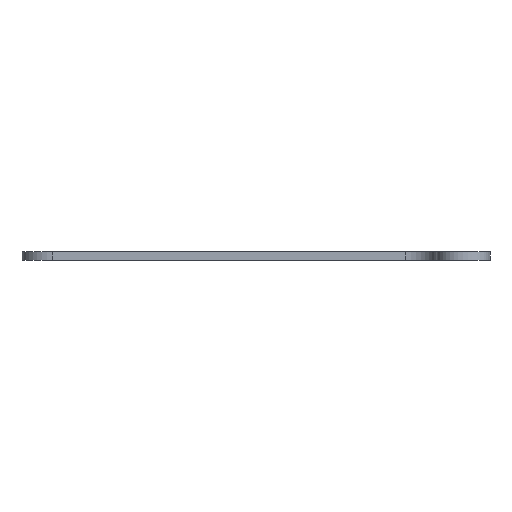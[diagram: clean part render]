
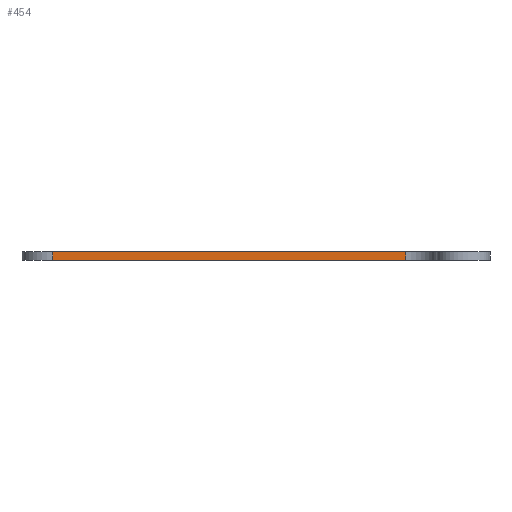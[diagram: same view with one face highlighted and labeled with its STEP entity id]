
A CAD part, front view. The second image highlights one B-rep face of the part: STEP entity #454.
In plain terms, the highlighted planar face has unit normal (0, -1, 0).
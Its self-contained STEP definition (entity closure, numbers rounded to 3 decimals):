
#449 = EDGE_CURVE ( 'NONE', #450, #801, #3929, .T. ) ;
#450 = VERTEX_POINT ( 'NONE', #3921 ) ;
#454 = ADVANCED_FACE ( 'NONE', ( #3915 ), #3914, .T. ) ;
#455 = EDGE_LOOP ( 'NONE', ( #456, #457, #460, #462 ) ) ;
#456 = ORIENTED_EDGE ( 'NONE', *, *, #800, .F. ) ;
#457 = ORIENTED_EDGE ( 'NONE', *, *, #458, .F. ) ;
#458 = EDGE_CURVE ( 'NONE', #459, #798, #3909, .T. ) ;
#459 = VERTEX_POINT ( 'NONE', #3971 ) ;
#460 = ORIENTED_EDGE ( 'NONE', *, *, #461, .T. ) ;
#461 = EDGE_CURVE ( 'NONE', #459, #450, #3970, .T. ) ;
#462 = ORIENTED_EDGE ( 'NONE', *, *, #449, .T. ) ;
#798 = VERTEX_POINT ( 'NONE', #4698 ) ;
#800 = EDGE_CURVE ( 'NONE', #798, #801, #4697, .T. ) ;
#801 = VERTEX_POINT ( 'NONE', #4693 ) ;
#3906 = DIRECTION ( 'NONE',  ( 0., 0., 1. ) ) ;
#3907 = VECTOR ( 'NONE', #3906, 1000. ) ;
#3908 = CARTESIAN_POINT ( 'NONE',  ( -92., -12., -2.3 ) ) ;
#3909 = LINE ( 'NONE', #3908, #3907 ) ;
#3910 = DIRECTION ( 'NONE',  ( 1., 0., 0. ) ) ;
#3911 = DIRECTION ( 'NONE',  ( 0., -1., 0. ) ) ;
#3912 = CARTESIAN_POINT ( 'NONE',  ( -92., -12., -2.3 ) ) ;
#3913 = AXIS2_PLACEMENT_3D ( 'NONE', #3912, #3911, #3910 ) ;
#3914 = PLANE ( 'NONE',  #3913 ) ;
#3915 = FACE_OUTER_BOUND ( 'NONE', #455, .T. ) ;
#3921 = CARTESIAN_POINT ( 'NONE',  ( 0., -12., -2.3 ) ) ;
#3922 = DIRECTION ( 'NONE',  ( 0., 0., 1. ) ) ;
#3923 = VECTOR ( 'NONE', #3922, 1000. ) ;
#3924 = CARTESIAN_POINT ( 'NONE',  ( 0., -12., -2.3 ) ) ;
#3929 = LINE ( 'NONE', #3924, #3923 ) ;
#3967 = DIRECTION ( 'NONE',  ( 1., 0., 0. ) ) ;
#3968 = VECTOR ( 'NONE', #3967, 1000. ) ;
#3969 = CARTESIAN_POINT ( 'NONE',  ( -92., -12., -2.3 ) ) ;
#3970 = LINE ( 'NONE', #3969, #3968 ) ;
#3971 = CARTESIAN_POINT ( 'NONE',  ( -92., -12., -2.3 ) ) ;
#4693 = CARTESIAN_POINT ( 'NONE',  ( 0., -12., 0. ) ) ;
#4694 = DIRECTION ( 'NONE',  ( 1., 0., 0. ) ) ;
#4695 = VECTOR ( 'NONE', #4694, 1000. ) ;
#4696 = CARTESIAN_POINT ( 'NONE',  ( -92., -12., 0. ) ) ;
#4697 = LINE ( 'NONE', #4696, #4695 ) ;
#4698 = CARTESIAN_POINT ( 'NONE',  ( -92., -12., 0. ) ) ;
